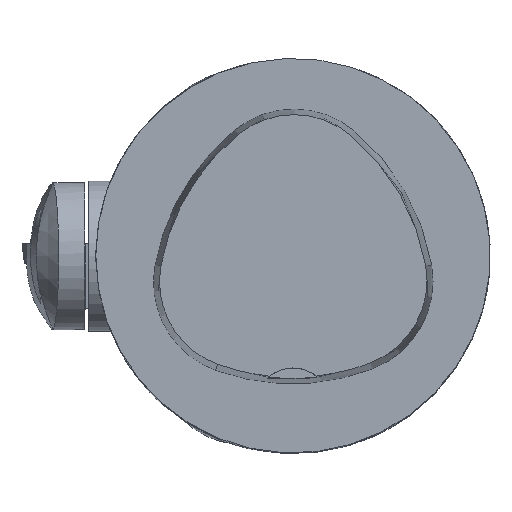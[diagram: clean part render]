
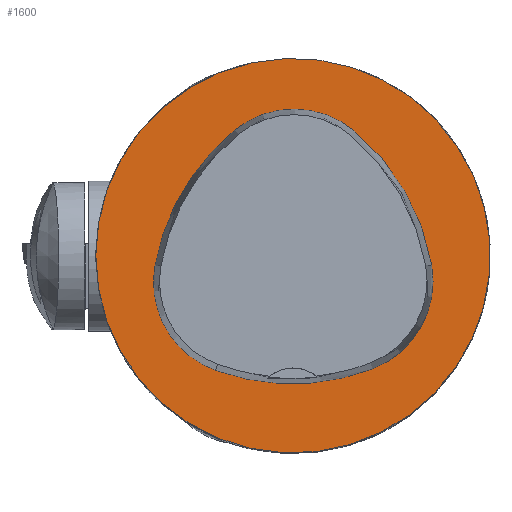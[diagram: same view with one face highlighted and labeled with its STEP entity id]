
A CAD part, top view. The second image highlights one B-rep face of the part: STEP entity #1600.
In plain terms, the highlighted planar face has unit normal (0, 0, 1).
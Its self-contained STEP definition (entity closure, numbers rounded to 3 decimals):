
#1483=FACE_BOUND('',#2599,.T.);
#1484=FACE_BOUND('',#2600,.T.);
#1600=ADVANCED_FACE('',(#1483,#1484),#1941,.T.);
#1941=PLANE('',#6758);
#2599=EDGE_LOOP('',(#3177,#3178,#3179,#3180,#3181,#3182));
#2600=EDGE_LOOP('',(#3183));
#3177=ORIENTED_EDGE('',*,*,#5596,.T.);
#3178=ORIENTED_EDGE('',*,*,#5576,.T.);
#3179=ORIENTED_EDGE('',*,*,#5580,.T.);
#3180=ORIENTED_EDGE('',*,*,#5583,.T.);
#3181=ORIENTED_EDGE('',*,*,#5586,.T.);
#3182=ORIENTED_EDGE('',*,*,#5594,.T.);
#3183=ORIENTED_EDGE('',*,*,#5567,.F.);
#4911=VERTEX_POINT('',#9293);
#4920=VERTEX_POINT('',#9313);
#4921=VERTEX_POINT('',#9314);
#4924=VERTEX_POINT('',#9322);
#4926=VERTEX_POINT('',#9328);
#4928=VERTEX_POINT('',#9334);
#4935=VERTEX_POINT('',#9355);
#5567=EDGE_CURVE('',#4911,#4911,#6418,.T.);
#5576=EDGE_CURVE('',#4920,#4921,#6419,.T.);
#5580=EDGE_CURVE('',#4921,#4924,#6421,.T.);
#5583=EDGE_CURVE('',#4924,#4926,#6423,.T.);
#5586=EDGE_CURVE('',#4926,#4928,#6425,.T.);
#5594=EDGE_CURVE('',#4928,#4935,#6429,.T.);
#5596=EDGE_CURVE('',#4935,#4920,#6431,.T.);
#6418=CIRCLE('',#6729,31.5);
#6419=CIRCLE('',#6736,36.);
#6421=CIRCLE('',#6739,15.);
#6423=CIRCLE('',#6742,36.);
#6425=CIRCLE('',#6745,15.);
#6429=CIRCLE('',#6750,36.);
#6431=CIRCLE('',#6753,15.);
#6729=AXIS2_PLACEMENT_3D('',#9292,#7492,#7493);
#6736=AXIS2_PLACEMENT_3D('',#9312,#7510,#7511);
#6739=AXIS2_PLACEMENT_3D('',#9321,#7518,#7519);
#6742=AXIS2_PLACEMENT_3D('',#9327,#7525,#7526);
#6745=AXIS2_PLACEMENT_3D('',#9333,#7532,#7533);
#6750=AXIS2_PLACEMENT_3D('',#9356,#7544,#7545);
#6753=AXIS2_PLACEMENT_3D('',#9359,#7550,#7551);
#6758=AXIS2_PLACEMENT_3D('',#9364,#7560,#7561);
#7492=DIRECTION('',(0.,0.,-1.));
#7493=DIRECTION('',(-1.,0.,0.));
#7510=DIRECTION('',(0.,0.,-1.));
#7511=DIRECTION('',(-1.,0.,0.));
#7518=DIRECTION('',(0.,0.,-1.));
#7519=DIRECTION('',(-1.,0.,0.));
#7525=DIRECTION('',(0.,0.,-1.));
#7526=DIRECTION('',(-1.,0.,0.));
#7532=DIRECTION('',(0.,0.,-1.));
#7533=DIRECTION('',(-1.,0.,0.));
#7544=DIRECTION('',(0.,0.,-1.));
#7545=DIRECTION('',(-1.,0.,0.));
#7550=DIRECTION('',(0.,0.,-1.));
#7551=DIRECTION('',(-1.,0.,0.));
#7560=DIRECTION('',(0.,0.,1.));
#7561=DIRECTION('',(1.,0.,0.));
#9292=CARTESIAN_POINT('',(0.,0.,0.));
#9293=CARTESIAN_POINT('',(-31.5,0.,0.));
#9312=CARTESIAN_POINT('',(13.398,-7.893,0.));
#9313=CARTESIAN_POINT('',(-22.041,-1.562,0.));
#9314=CARTESIAN_POINT('',(-9.317,20.036,0.));
#9321=CARTESIAN_POINT('',(0.148,8.399,0.));
#9322=CARTESIAN_POINT('',(9.779,19.898,0.));
#9327=CARTESIAN_POINT('',(-13.337,-7.7,0.));
#9328=CARTESIAN_POINT('',(22.122,-1.48,0.));
#9333=CARTESIAN_POINT('',(7.347,-4.071,0.));
#9334=CARTESIAN_POINT('',(12.693,-18.087,0.));
#9355=CARTESIAN_POINT('',(-12.373,-18.307,0.));
#9356=CARTESIAN_POINT('',(-0.137,15.55,0.));
#9359=CARTESIAN_POINT('',(-7.275,-4.2,0.));
#9364=CARTESIAN_POINT('',(0.,0.,0.));
